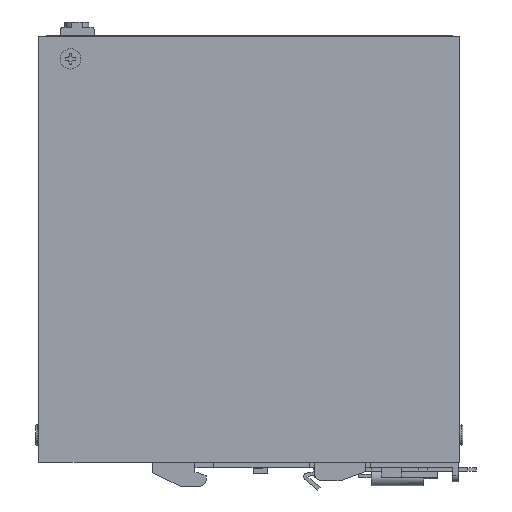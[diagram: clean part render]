
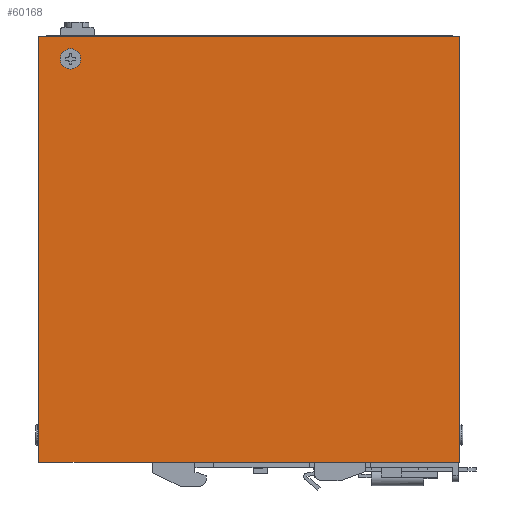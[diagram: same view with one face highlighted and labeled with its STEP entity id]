
A CAD part, left-side view. The second image highlights one B-rep face of the part: STEP entity #60168.
In plain terms, the highlighted planar face has unit normal (-1, 0, 0).
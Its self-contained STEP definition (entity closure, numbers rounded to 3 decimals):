
#297=LINE('',#83260,#8713);
#483=LINE('',#83670,#8899);
#493=LINE('',#83707,#8909);
#1654=LINE('',#86036,#10070);
#8713=VECTOR('',#67413,1000.);
#8899=VECTOR('',#67661,1000.);
#8909=VECTOR('',#67689,1000.);
#10070=VECTOR('',#68886,1000.);
#19650=ORIENTED_EDGE('',*,*,#37024,.F.);
#19651=ORIENTED_EDGE('',*,*,#34575,.F.);
#19652=ORIENTED_EDGE('',*,*,#34793,.T.);
#19653=ORIENTED_EDGE('',*,*,#34775,.F.);
#19654=ORIENTED_EDGE('',*,*,#35958,.F.);
#34575=EDGE_CURVE('',#43275,#43276,#297,.T.);
#34775=EDGE_CURVE('',#43469,#43470,#483,.T.);
#34793=EDGE_CURVE('',#43275,#43470,#493,.T.);
#35958=EDGE_CURVE('',#43276,#43469,#1654,.T.);
#37024=EDGE_CURVE('',#45702,#45702,#48982,.F.);
#43275=VERTEX_POINT('',#83259);
#43276=VERTEX_POINT('',#83261);
#43469=VERTEX_POINT('',#83671);
#43470=VERTEX_POINT('',#83672);
#45702=VERTEX_POINT('',#88170);
#48982=CIRCLE('',#63631,3.);
#49621=EDGE_LOOP('',(#19650));
#49622=EDGE_LOOP('',(#19651,#19652,#19653,#19654));
#53479=FACE_BOUND('',#49621,.T.);
#53480=FACE_BOUND('',#49622,.T.);
#56943=PLANE('',#63630);
#60168=ADVANCED_FACE('',(#53479,#53480),#56943,.F.);
#63630=AXIS2_PLACEMENT_3D('',#88168,#69967,#69968);
#63631=AXIS2_PLACEMENT_3D('',#88169,#69969,#69970);
#67413=DIRECTION('',(0.,1.,0.));
#67661=DIRECTION('',(0.,-1.,0.));
#67689=DIRECTION('',(0.,0.,1.));
#68886=DIRECTION('',(0.,0.,1.));
#69967=DIRECTION('',(1.,0.,0.));
#69968=DIRECTION('',(0.,0.,-1.));
#69969=DIRECTION('',(1.,0.,0.));
#69970=DIRECTION('',(0.,0.,-1.));
#83259=CARTESIAN_POINT('',(-32.5,0.,0.));
#83260=CARTESIAN_POINT('',(-32.5,0.,0.));
#83261=CARTESIAN_POINT('',(-32.5,124.,0.));
#83670=CARTESIAN_POINT('',(-32.5,0.,125.4));
#83671=CARTESIAN_POINT('',(-32.5,124.,125.4));
#83672=CARTESIAN_POINT('',(-32.5,0.,125.4));
#83707=CARTESIAN_POINT('',(-32.5,0.,0.));
#86036=CARTESIAN_POINT('',(-32.5,124.,0.));
#88168=CARTESIAN_POINT('',(-32.5,0.,0.));
#88169=CARTESIAN_POINT('',(-32.5,114.7,118.9));
#88170=CARTESIAN_POINT('',(-32.5,114.7,115.9));
